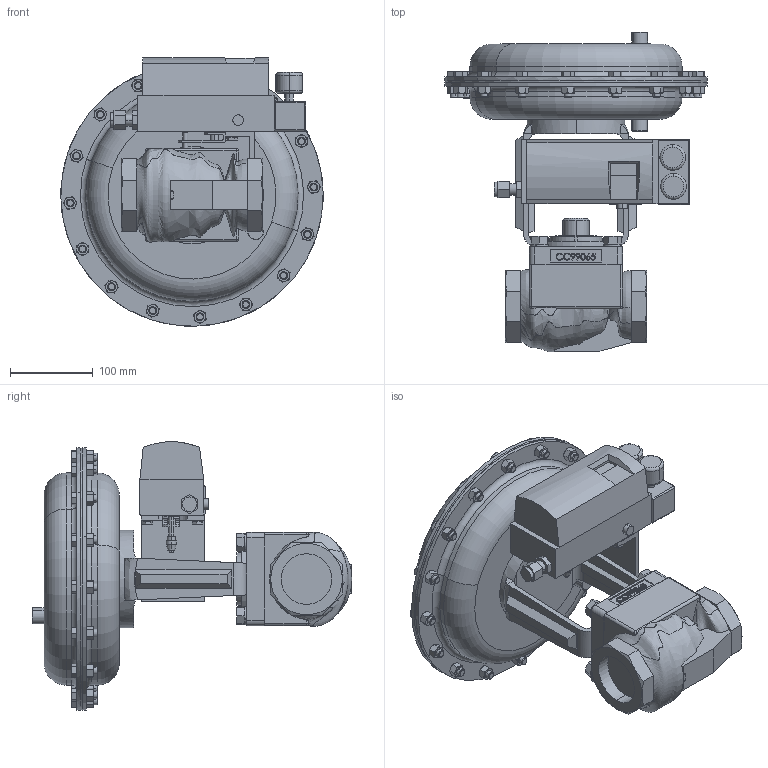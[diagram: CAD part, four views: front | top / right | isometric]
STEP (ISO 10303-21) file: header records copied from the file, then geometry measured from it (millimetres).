
FILE_DESCRIPTION (( 'STEP AP203' ), '1' );
FILE_NAME ('78SP-200-BR+CS+S6-SW-55M-16IQ.step', '2017-09-25T17:15:01', ( '' ), ( '' ), 'SwSTEP 2.0', 'SolidWorks 2014', '' );
FILE_SCHEMA (( 'CONFIG_CONTROL_DESIGN' ));
Products named in the file (1): 78SP-200-BR+CS+S6-SW-55M-16IQ
Bounding box: 317.42 x 386.88 x 324.8 mm (x, y, z)
Volume: 7751043.3 mm3; surface area: 660929.8 mm2
Topology: 2 solids, 2 shells, 1409 faces, 3307 edges, 2070 vertices
Faces by surface type: plane 633, cone 389, cylinder 249, bspline 102, torus 26, sphere 10
Entity records: 56913 total; most frequent: CARTESIAN_POINT 26201, ORIENTED_EDGE 6602, DIRECTION 5787, EDGE_CURVE 3301, AXIS2_PLACEMENT_3D 2205, VERTEX_POINT 2070, EDGE_LOOP 1599, FACE_OUTER_BOUND 1409
